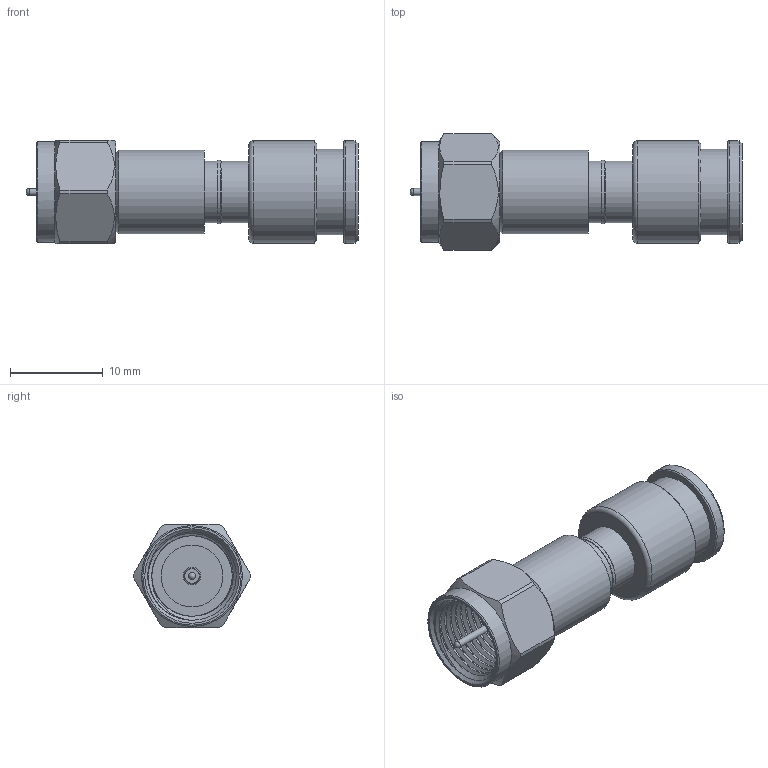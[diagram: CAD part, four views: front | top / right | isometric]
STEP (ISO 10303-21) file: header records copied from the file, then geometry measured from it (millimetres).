
FILE_DESCRIPTION (( 'STEP AP203' ), '1' );
FILE_NAME ('PE44572_3D.step', '2021-12-08T21:11:30', ( '' ), ( '' ), 'SwSTEP 2.0', 'SolidWorks 2021', '' );
FILE_SCHEMA (( 'CONFIG_CONTROL_DESIGN' ));
Length unit declared in the file: inch
Products named in the file (1): PE44572_3D
Bounding box: 35.75 x 12.6 x 11.11 mm (x, y, z)
Volume: 1917.2 mm3; surface area: 2012.9 mm2
Topology: 1 solids, 1 shells, 57 faces, 122 edges, 77 vertices
Faces by surface type: cylinder 20, plane 19, cone 10, bspline 4, torus 3, sphere 1
Full cylindrical faces by diameter (mm): 0.762 x1, 1.549 x2, 4.55 x1, 6.67 x3, 6.831 x1, 8.983 x1, 9.227 x1, 10.844 x1, 11 x2
Entity records: 3550 total; most frequent: CARTESIAN_POINT 2413, DIRECTION 222, ORIENTED_EDGE 174, AXIS2_PLACEMENT_3D 105, EDGE_LOOP 95, EDGE_CURVE 87, FACE_OUTER_BOUND 73, VERTEX_POINT 70
